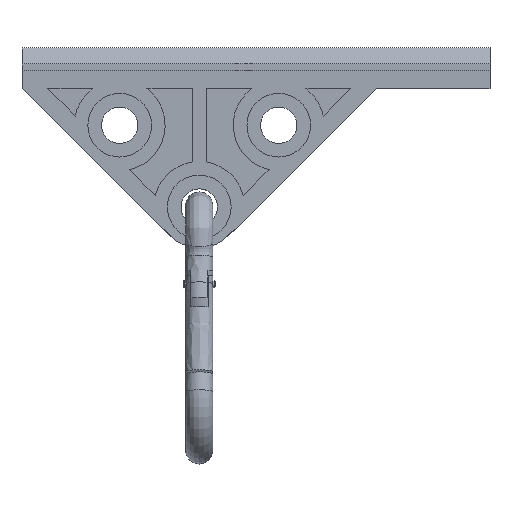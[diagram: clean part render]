
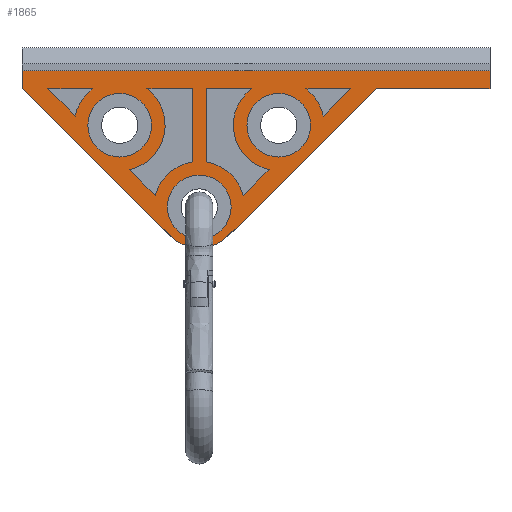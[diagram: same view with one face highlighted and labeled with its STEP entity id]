
A CAD part, top view. The second image highlights one B-rep face of the part: STEP entity #1865.
In plain terms, the highlighted planar face has unit normal (0, 0, 1).
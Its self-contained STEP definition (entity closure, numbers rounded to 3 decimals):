
#102=FACE_BOUND('',#327,.T.);
#103=FACE_BOUND('',#328,.T.);
#104=FACE_BOUND('',#329,.T.);
#105=FACE_BOUND('',#330,.T.);
#106=FACE_BOUND('',#331,.T.);
#107=FACE_BOUND('',#332,.T.);
#108=FACE_BOUND('',#333,.T.);
#127=PLANE('',#2026);
#204=FACE_OUTER_BOUND('',#326,.T.);
#326=EDGE_LOOP('',(#1390,#1391,#1392,#1393,#1394,#1395,#1396));
#327=EDGE_LOOP('',(#1397,#1398,#1399,#1400,#1401));
#328=EDGE_LOOP('',(#1402,#1403,#1404));
#329=EDGE_LOOP('',(#1405));
#330=EDGE_LOOP('',(#1406,#1407,#1408,#1409,#1410));
#331=EDGE_LOOP('',(#1411,#1412,#1413));
#332=EDGE_LOOP('',(#1414));
#333=EDGE_LOOP('',(#1415));
#456=LINE('',#2719,#617);
#465=LINE('',#2737,#626);
#485=LINE('',#2790,#646);
#486=LINE('',#2794,#647);
#487=LINE('',#2795,#648);
#488=LINE('',#2796,#649);
#489=LINE('',#2798,#650);
#490=LINE('',#2802,#651);
#491=LINE('',#2803,#652);
#492=LINE('',#2806,#653);
#493=LINE('',#2809,#654);
#494=LINE('',#2812,#655);
#495=LINE('',#2816,#656);
#496=LINE('',#2818,#657);
#497=LINE('',#2822,#658);
#498=LINE('',#2825,#659);
#617=VECTOR('',#2233,1000.);
#626=VECTOR('',#2246,1000.);
#646=VECTOR('',#2292,1000.);
#647=VECTOR('',#2295,1000.);
#648=VECTOR('',#2296,1000.);
#649=VECTOR('',#2297,1000.);
#650=VECTOR('',#2298,1000.);
#651=VECTOR('',#2301,1000.);
#652=VECTOR('',#2302,1000.);
#653=VECTOR('',#2303,1000.);
#654=VECTOR('',#2306,1000.);
#655=VECTOR('',#2307,1000.);
#656=VECTOR('',#2310,1000.);
#657=VECTOR('',#2311,1000.);
#658=VECTOR('',#2314,1000.);
#659=VECTOR('',#2317,1000.);
#757=CIRCLE('',#1981,10.);
#763=CIRCLE('',#1990,7.);
#769=CIRCLE('',#1999,7.);
#771=CIRCLE('',#2002,7.026);
#783=CIRCLE('',#2027,9.);
#784=CIRCLE('',#2028,10.);
#785=CIRCLE('',#2029,10.);
#786=CIRCLE('',#2030,10.);
#787=CIRCLE('',#2031,10.);
#788=CIRCLE('',#2032,10.);
#825=VERTEX_POINT('',#2634);
#826=VERTEX_POINT('',#2635);
#833=VERTEX_POINT('',#2655);
#839=VERTEX_POINT('',#2673);
#841=VERTEX_POINT('',#2679);
#856=VERTEX_POINT('',#2716);
#857=VERTEX_POINT('',#2718);
#863=VERTEX_POINT('',#2734);
#864=VERTEX_POINT('',#2736);
#884=VERTEX_POINT('',#2789);
#885=VERTEX_POINT('',#2791);
#886=VERTEX_POINT('',#2793);
#887=VERTEX_POINT('',#2797);
#888=VERTEX_POINT('',#2799);
#889=VERTEX_POINT('',#2801);
#890=VERTEX_POINT('',#2804);
#891=VERTEX_POINT('',#2805);
#892=VERTEX_POINT('',#2807);
#893=VERTEX_POINT('',#2810);
#894=VERTEX_POINT('',#2811);
#895=VERTEX_POINT('',#2813);
#896=VERTEX_POINT('',#2815);
#897=VERTEX_POINT('',#2817);
#898=VERTEX_POINT('',#2820);
#899=VERTEX_POINT('',#2821);
#900=VERTEX_POINT('',#2823);
#1006=EDGE_CURVE('',#825,#826,#757,.T.);
#1016=EDGE_CURVE('',#833,#833,#763,.T.);
#1025=EDGE_CURVE('',#839,#839,#769,.T.);
#1028=EDGE_CURVE('',#841,#841,#771,.T.);
#1047=EDGE_CURVE('',#857,#856,#456,.T.);
#1056=EDGE_CURVE('',#863,#864,#465,.T.);
#1082=EDGE_CURVE('',#884,#856,#485,.T.);
#1083=EDGE_CURVE('',#884,#885,#783,.T.);
#1084=EDGE_CURVE('',#886,#885,#486,.T.);
#1085=EDGE_CURVE('',#864,#886,#487,.T.);
#1086=EDGE_CURVE('',#863,#857,#488,.T.);
#1087=EDGE_CURVE('',#887,#826,#489,.T.);
#1088=EDGE_CURVE('',#887,#888,#784,.T.);
#1089=EDGE_CURVE('',#889,#888,#490,.T.);
#1090=EDGE_CURVE('',#825,#889,#491,.T.);
#1091=EDGE_CURVE('',#890,#891,#492,.T.);
#1092=EDGE_CURVE('',#890,#892,#785,.T.);
#1093=EDGE_CURVE('',#891,#892,#493,.T.);
#1094=EDGE_CURVE('',#893,#894,#494,.T.);
#1095=EDGE_CURVE('',#893,#895,#786,.T.);
#1096=EDGE_CURVE('',#896,#895,#495,.T.);
#1097=EDGE_CURVE('',#897,#896,#496,.T.);
#1098=EDGE_CURVE('',#897,#894,#787,.T.);
#1099=EDGE_CURVE('',#898,#899,#497,.T.);
#1100=EDGE_CURVE('',#898,#900,#788,.T.);
#1101=EDGE_CURVE('',#899,#900,#498,.T.);
#1390=ORIENTED_EDGE('',*,*,#1082,.F.);
#1391=ORIENTED_EDGE('',*,*,#1083,.T.);
#1392=ORIENTED_EDGE('',*,*,#1084,.F.);
#1393=ORIENTED_EDGE('',*,*,#1085,.F.);
#1394=ORIENTED_EDGE('',*,*,#1056,.F.);
#1395=ORIENTED_EDGE('',*,*,#1086,.T.);
#1396=ORIENTED_EDGE('',*,*,#1047,.T.);
#1397=ORIENTED_EDGE('',*,*,#1087,.F.);
#1398=ORIENTED_EDGE('',*,*,#1088,.T.);
#1399=ORIENTED_EDGE('',*,*,#1089,.F.);
#1400=ORIENTED_EDGE('',*,*,#1090,.F.);
#1401=ORIENTED_EDGE('',*,*,#1006,.T.);
#1402=ORIENTED_EDGE('',*,*,#1091,.F.);
#1403=ORIENTED_EDGE('',*,*,#1092,.T.);
#1404=ORIENTED_EDGE('',*,*,#1093,.F.);
#1405=ORIENTED_EDGE('',*,*,#1028,.F.);
#1406=ORIENTED_EDGE('',*,*,#1094,.F.);
#1407=ORIENTED_EDGE('',*,*,#1095,.T.);
#1408=ORIENTED_EDGE('',*,*,#1096,.F.);
#1409=ORIENTED_EDGE('',*,*,#1097,.F.);
#1410=ORIENTED_EDGE('',*,*,#1098,.T.);
#1411=ORIENTED_EDGE('',*,*,#1099,.F.);
#1412=ORIENTED_EDGE('',*,*,#1100,.T.);
#1413=ORIENTED_EDGE('',*,*,#1101,.F.);
#1414=ORIENTED_EDGE('',*,*,#1025,.F.);
#1415=ORIENTED_EDGE('',*,*,#1016,.F.);
#1865=ADVANCED_FACE('',(#204,#102,#103,#104,#105,#106,#107,#108),#127,.T.);
#1981=AXIS2_PLACEMENT_3D('',#2636,#2150,#2151);
#1990=AXIS2_PLACEMENT_3D('',#2656,#2172,#2173);
#1999=AXIS2_PLACEMENT_3D('',#2674,#2193,#2194);
#2002=AXIS2_PLACEMENT_3D('',#2680,#2200,#2201);
#2026=AXIS2_PLACEMENT_3D('',#2788,#2290,#2291);
#2027=AXIS2_PLACEMENT_3D('',#2792,#2293,#2294);
#2028=AXIS2_PLACEMENT_3D('',#2800,#2299,#2300);
#2029=AXIS2_PLACEMENT_3D('',#2808,#2304,#2305);
#2030=AXIS2_PLACEMENT_3D('',#2814,#2308,#2309);
#2031=AXIS2_PLACEMENT_3D('',#2819,#2312,#2313);
#2032=AXIS2_PLACEMENT_3D('',#2824,#2315,#2316);
#2150=DIRECTION('center_axis',(0.,0.,1.));
#2151=DIRECTION('ref_axis',(1.,0.,0.));
#2172=DIRECTION('center_axis',(0.,0.,1.));
#2173=DIRECTION('ref_axis',(1.,0.,0.));
#2193=DIRECTION('center_axis',(0.,0.,1.));
#2194=DIRECTION('ref_axis',(1.,0.,0.));
#2200=DIRECTION('center_axis',(0.,0.,1.));
#2201=DIRECTION('ref_axis',(1.,0.,0.));
#2233=DIRECTION('',(0.,-1.,0.));
#2246=DIRECTION('',(0.,-1.,0.));
#2290=DIRECTION('center_axis',(0.,0.,1.));
#2291=DIRECTION('ref_axis',(1.,0.,0.));
#2292=DIRECTION('',(-0.71,0.704,0.));
#2293=DIRECTION('center_axis',(0.,0.,1.));
#2294=DIRECTION('ref_axis',(1.,0.,0.));
#2295=DIRECTION('',(-0.71,-0.704,0.));
#2296=DIRECTION('',(-1.,0.,0.));
#2297=DIRECTION('',(-1.,0.,0.));
#2298=DIRECTION('',(0.71,0.704,0.));
#2299=DIRECTION('center_axis',(0.,0.,1.));
#2300=DIRECTION('ref_axis',(1.,0.,0.));
#2301=DIRECTION('',(0.,-1.,0.));
#2302=DIRECTION('',(-1.,0.,0.));
#2303=DIRECTION('',(0.71,0.704,0.));
#2304=DIRECTION('center_axis',(0.,0.,1.));
#2305=DIRECTION('ref_axis',(1.,0.,0.));
#2306=DIRECTION('',(-1.,0.,0.));
#2307=DIRECTION('',(0.71,-0.704,0.));
#2308=DIRECTION('center_axis',(0.,0.,1.));
#2309=DIRECTION('ref_axis',(1.,0.,0.));
#2310=DIRECTION('',(-1.,0.,0.));
#2311=DIRECTION('',(0.,1.,0.));
#2312=DIRECTION('center_axis',(0.,0.,1.));
#2313=DIRECTION('ref_axis',(1.,0.,0.));
#2314=DIRECTION('',(-1.,0.,0.));
#2315=DIRECTION('center_axis',(0.,0.,1.));
#2316=DIRECTION('ref_axis',(1.,0.,0.));
#2317=DIRECTION('',(0.71,-0.704,0.));
#2634=CARTESIAN_POINT('',(-3.787,13.606,4.));
#2635=CARTESIAN_POINT('',(0.093,-4.167,4.));
#2636=CARTESIAN_POINT('Origin',(2.213,5.606,4.));
#2655=CARTESIAN_POINT('',(-25.787,5.606,4.));
#2656=CARTESIAN_POINT('Origin',(-32.787,5.606,4.));
#2673=CARTESIAN_POINT('',(9.213,5.606,4.));
#2674=CARTESIAN_POINT('Origin',(2.213,5.606,4.));
#2679=CARTESIAN_POINT('',(-8.26,-12.394,4.));
#2680=CARTESIAN_POINT('Origin',(-15.287,-12.394,4.));
#2716=CARTESIAN_POINT('',(-54.287,13.606,4.));
#2718=CARTESIAN_POINT('',(-54.287,17.606,4.));
#2719=CARTESIAN_POINT('',(-54.287,-75.837,4.));
#2734=CARTESIAN_POINT('',(48.713,17.606,4.));
#2736=CARTESIAN_POINT('',(48.713,13.606,4.));
#2737=CARTESIAN_POINT('',(48.713,-75.837,4.));
#2788=CARTESIAN_POINT('Origin',(-7.692,-75.837,4.));
#2789=CARTESIAN_POINT('',(-21.621,-18.761,4.));
#2790=CARTESIAN_POINT('',(13.944,-54.001,4.));
#2791=CARTESIAN_POINT('',(-8.952,-18.761,4.));
#2792=CARTESIAN_POINT('Origin',(-15.287,-12.367,4.));
#2793=CARTESIAN_POINT('',(23.713,13.606,4.));
#2794=CARTESIAN_POINT('',(-36.853,-46.407,4.));
#2795=CARTESIAN_POINT('',(-7.692,13.606,4.));
#2796=CARTESIAN_POINT('',(-7.692,17.606,4.));
#2797=CARTESIAN_POINT('',(-5.616,-9.824,4.));
#2798=CARTESIAN_POINT('',(-39.669,-43.565,4.));
#2799=CARTESIAN_POINT('',(-13.787,-2.481,4.));
#2800=CARTESIAN_POINT('Origin',(-15.287,-12.367,4.));
#2801=CARTESIAN_POINT('',(-13.787,13.606,4.));
#2802=CARTESIAN_POINT('',(-13.787,-75.837,4.));
#2803=CARTESIAN_POINT('',(-7.692,13.606,4.));
#2804=CARTESIAN_POINT('',(12.005,7.636,4.));
#2805=CARTESIAN_POINT('',(18.03,13.606,4.));
#2806=CARTESIAN_POINT('',(-39.669,-43.565,4.));
#2807=CARTESIAN_POINT('',(8.213,13.606,4.));
#2808=CARTESIAN_POINT('Origin',(2.213,5.606,4.));
#2809=CARTESIAN_POINT('',(-7.692,13.606,4.));
#2810=CARTESIAN_POINT('',(-30.667,-4.167,4.));
#2811=CARTESIAN_POINT('',(-24.958,-9.824,4.));
#2812=CARTESIAN_POINT('',(16.76,-51.16,4.));
#2813=CARTESIAN_POINT('',(-26.787,13.606,4.));
#2814=CARTESIAN_POINT('Origin',(-32.787,5.606,4.));
#2815=CARTESIAN_POINT('',(-16.787,13.606,4.));
#2816=CARTESIAN_POINT('',(-7.692,13.606,4.));
#2817=CARTESIAN_POINT('',(-16.787,-2.481,4.));
#2818=CARTESIAN_POINT('',(-16.787,-75.837,4.));
#2819=CARTESIAN_POINT('Origin',(-15.287,-12.367,4.));
#2820=CARTESIAN_POINT('',(-38.787,13.606,4.));
#2821=CARTESIAN_POINT('',(-48.604,13.606,4.));
#2822=CARTESIAN_POINT('',(-7.692,13.606,4.));
#2823=CARTESIAN_POINT('',(-42.579,7.636,4.));
#2824=CARTESIAN_POINT('Origin',(-32.787,5.606,4.));
#2825=CARTESIAN_POINT('',(16.76,-51.16,4.));
